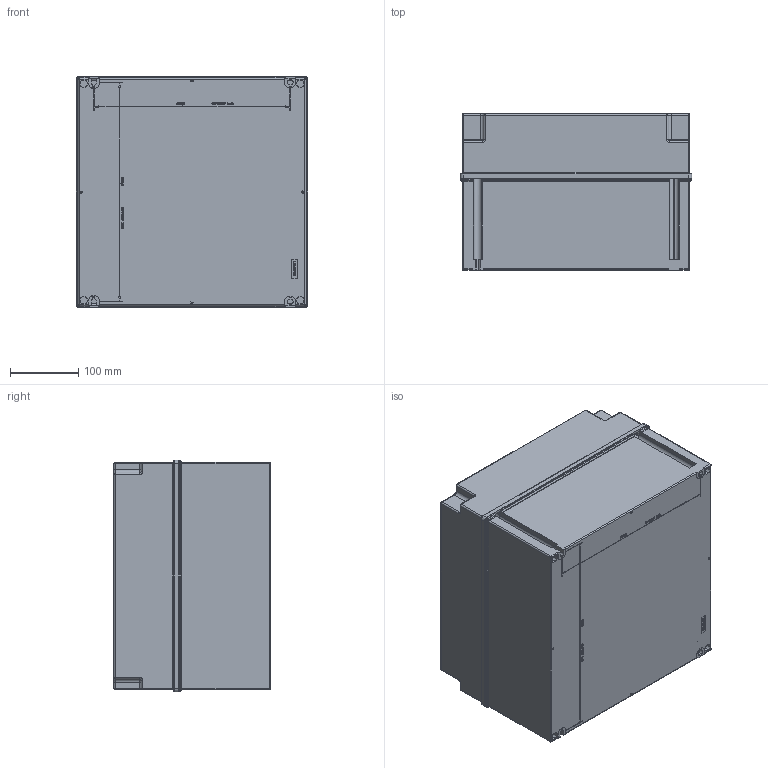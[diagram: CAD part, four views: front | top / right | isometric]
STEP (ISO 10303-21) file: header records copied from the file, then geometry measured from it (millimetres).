
FILE_DESCRIPTION (( 'STEP AP203' ), '1' );
FILE_NAME ('8146-_086.STEP', '2014-10-13T11:07:39', ( '' ), ( '' ), 'SwSTEP 2.0', 'SolidWorks 2014', '' );
FILE_SCHEMA (( 'CONFIG_CONTROL_DESIGN' ));
Length unit declared in the file: millimetre
Products named in the file (9): 81_460_54_05_0_3d export; 509_642_0; 509_642_0_1_montiert; 8146-_086; 81_469_57_04_0_vereinfacht; 81_469_01_91_0; 81_469_49_05_0
Assembly tree (14 placements, depth 3):
  8146-_086
    81_469_57_04_0_vereinfacht
      81_469_57_04_0_vereinfacht
      81_469_01_91_0  x4
    81_460_54_05_0_3d export
      81_469_49_05_0
    509_642_0  x4
      509_642_0
      509_642_0_1_montiert
Bounding box: 340.5 x 230.3 x 340.5 mm (x, y, z)
Volume: 2147086.7 mm3; surface area: 1142004.4 mm2
Topology: 14 solids, 14 shells, 2141 faces, 5454 edges, 3475 vertices
Faces by surface type: plane 1074, bspline 452, cylinder 367, cone 132, torus 96, sphere 20
Entity records: 82620 total; most frequent: CARTESIAN_POINT 38491, ORIENTED_EDGE 9736, DIRECTION 7411, EDGE_CURVE 4868, VERTEX_POINT 3124, LINE 3043, VECTOR 3043, AXIS2_PLACEMENT_3D 2184
